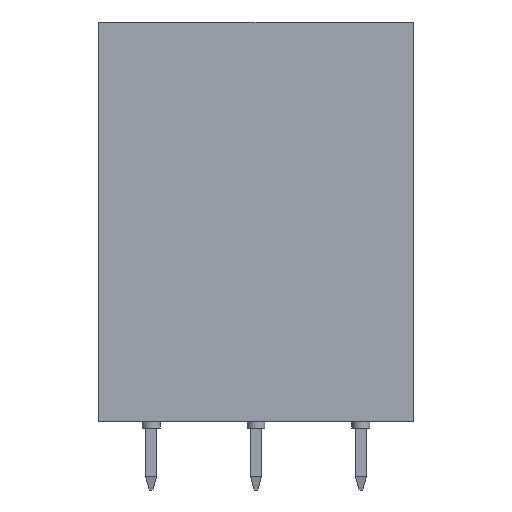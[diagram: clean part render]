
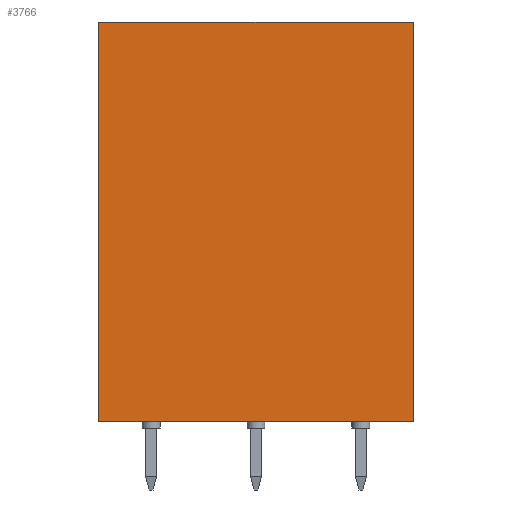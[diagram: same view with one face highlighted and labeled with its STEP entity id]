
A CAD part, front view. The second image highlights one B-rep face of the part: STEP entity #3766.
In plain terms, the highlighted planar face has unit normal (0, -1, 0).
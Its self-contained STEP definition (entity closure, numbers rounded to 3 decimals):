
#3727=CARTESIAN_POINT('',(-12.562,-6.41,30.45));
#3728=DIRECTION('',(0.0,-1.0,0.0));
#3729=DIRECTION('',(1.0,0.0,0.0));
#3730=AXIS2_PLACEMENT_3D('',#3727,#3728,#3729);
#3731=PLANE('',#3730);
#3732=CARTESIAN_POINT('',(-11.42,-6.41,29.));
#3733=VERTEX_POINT('',#3732);
#3734=CARTESIAN_POINT('',(11.42,-6.41,29.));
#3735=VERTEX_POINT('',#3734);
#3736=CARTESIAN_POINT('',(-11.42,-6.41,29.));
#3737=DIRECTION('',(1.0,0.0,0.0));
#3738=VECTOR('',#3737,22.84);
#3739=LINE('',#3736,#3738);
#3740=EDGE_CURVE('',#3733,#3735,#3739,.T.);
#3741=ORIENTED_EDGE('',*,*,#3740,.F.);
#3742=CARTESIAN_POINT('',(-11.42,-6.41,0.0));
#3743=VERTEX_POINT('',#3742);
#3744=CARTESIAN_POINT('',(-11.42,-6.41,0.0));
#3745=DIRECTION('',(0.0,0.0,1.0));
#3746=VECTOR('',#3745,29.);
#3747=LINE('',#3744,#3746);
#3748=EDGE_CURVE('',#3743,#3733,#3747,.T.);
#3749=ORIENTED_EDGE('',*,*,#3748,.F.);
#3750=CARTESIAN_POINT('',(11.42,-6.41,0.0));
#3751=VERTEX_POINT('',#3750);
#3752=CARTESIAN_POINT('',(11.42,-6.41,0.0));
#3753=DIRECTION('',(-1.0,0.0,0.0));
#3754=VECTOR('',#3753,22.84);
#3755=LINE('',#3752,#3754);
#3756=EDGE_CURVE('',#3751,#3743,#3755,.T.);
#3757=ORIENTED_EDGE('',*,*,#3756,.F.);
#3758=CARTESIAN_POINT('',(11.42,-6.41,0.0));
#3759=DIRECTION('',(0.0,0.0,1.0));
#3760=VECTOR('',#3759,29.);
#3761=LINE('',#3758,#3760);
#3762=EDGE_CURVE('',#3751,#3735,#3761,.T.);
#3763=ORIENTED_EDGE('',*,*,#3762,.T.);
#3764=EDGE_LOOP('',(#3741,#3749,#3757,#3763));
#3765=FACE_OUTER_BOUND('',#3764,.T.);
#3766=ADVANCED_FACE('',(#3765),#3731,.T.);
